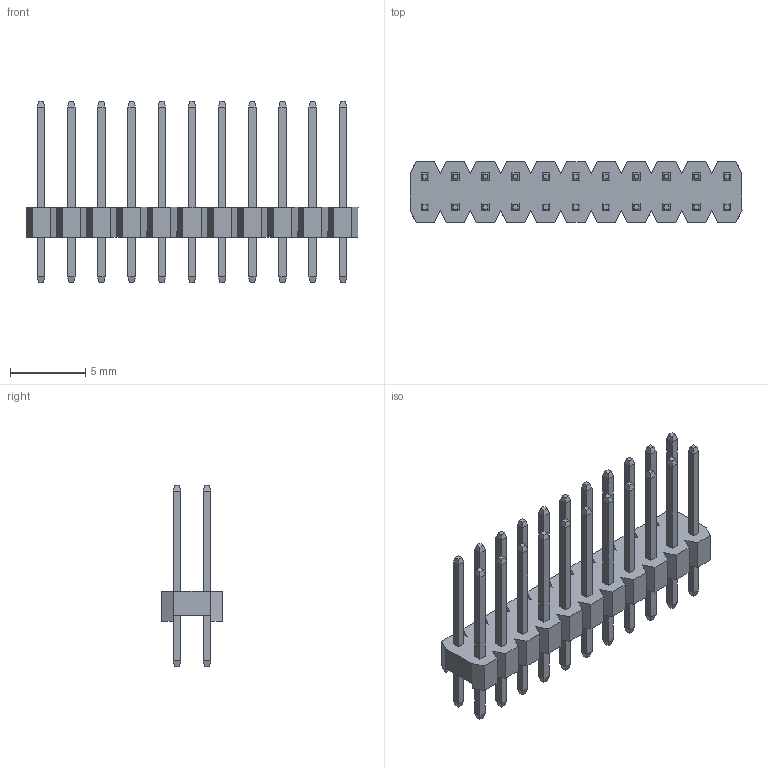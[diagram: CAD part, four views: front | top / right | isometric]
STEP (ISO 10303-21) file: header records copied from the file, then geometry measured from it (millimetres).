
FILE_DESCRIPTION (( 'STEP AP214' ), '1' );
FILE_NAME ('FPH20047-D22S1014230730B-REF.STEP', '2025-07-23T05:40:57', ( '' ), ( '' ), 'SwSTEP 2.0', 'SolidWorks 2021', '' );
FILE_SCHEMA (( 'AUTOMOTIVE_DESIGN' ));
Length unit declared in the file: millimetre
Products named in the file (1): FPH20047-D22S1014230730B-REF
Bounding box: 22 x 4 x 12 mm (x, y, z)
Volume: 195.7 mm3; surface area: 753.4 mm2
Topology: 1 solids, 1 shells, 532 faces, 1304 edges, 796 vertices
Faces by surface type: plane 532
Entity records: 15062 total; most frequent: CARTESIAN_POINT 2633, ORIENTED_EDGE 2608, DIRECTION 2370, VECTOR 1304, EDGE_CURVE 1304, LINE 1304, VERTEX_POINT 796, EDGE_LOOP 554
